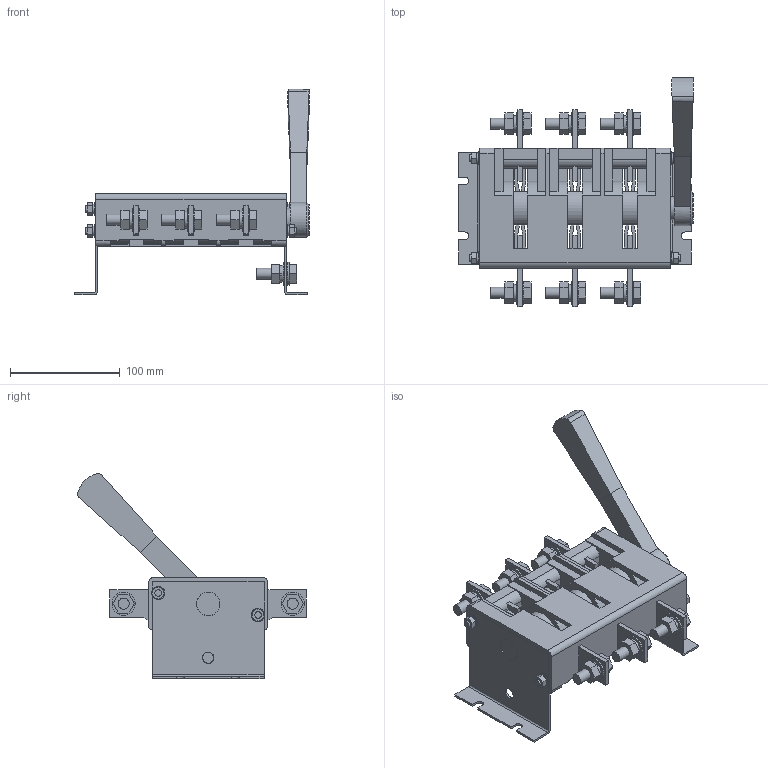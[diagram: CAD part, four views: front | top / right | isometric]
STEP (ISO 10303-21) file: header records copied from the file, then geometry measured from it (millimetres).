
FILE_DESCRIPTION (( 'STEP AP214' ), '1' );
FILE_NAME ('SRK01-100-400 Âûêëþ÷àòåëü-ðàçúåäèíèòåëü ÂÐ32È-37À30220 400À IEK.STEP', '2018-05-08T12:38:27', ( '' ), ( '' ), 'SwSTEP 2.0', 'SolidWorks 2014', '' );
FILE_SCHEMA (( 'AUTOMOTIVE_DESIGN' ));
Length unit declared in the file: millimetre
Products named in the file (1): SRK01-100-400 Âûêëþ÷àòåëü-ðàçúåäèíèòåëü ÂÐ32È-37À30220 400À IEK
Bounding box: 213.75 x 208.44 x 186.94 mm (x, y, z)
Volume: 872626.4 mm3; surface area: 190476.8 mm2
Topology: 16 solids, 16 shells, 826 faces, 2218 edges, 1457 vertices
Faces by surface type: plane 597, cylinder 224, bspline 3, cone 1, torus 1
Full cylindrical faces by diameter (mm): 6 x8, 6.1 x4, 10 x14, 10.3 x2, 10.4 x15, 11 x6, 11.364 x1, 12 x4, 12.5 x1, 18 x1, 21 x15, 21.3 x2, 21.5 x2, 22.3 x1
Entity records: 25390 total; most frequent: CARTESIAN_POINT 4540, DIRECTION 4228, ORIENTED_EDGE 4208, EDGE_CURVE 2104, VECTOR 1534, LINE 1534, VERTEX_POINT 1421, AXIS2_PLACEMENT_3D 1347
